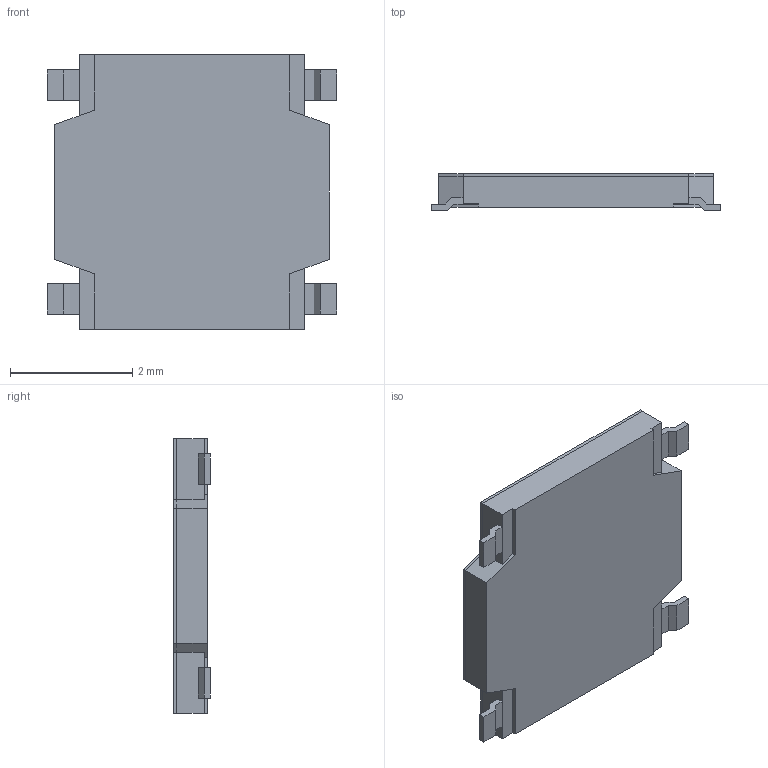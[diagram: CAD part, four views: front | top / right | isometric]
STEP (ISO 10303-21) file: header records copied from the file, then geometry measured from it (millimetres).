
FILE_DESCRIPTION (( 'STEP AP214' ), '1' );
FILE_NAME ('TL3315NF100Q.STEP', '2020-04-03T00:39:15', ( '' ), ( '' ), 'SwSTEP 2.0', 'SolidWorks 2017', '' );
FILE_SCHEMA (( 'AUTOMOTIVE_DESIGN' ));
Length unit declared in the file: millimetre
Products named in the file (1): TL3315NF100Q
Bounding box: 4.75 x 0.6 x 4.5 mm (x, y, z)
Volume: 9.8 mm3; surface area: 95.7 mm2
Topology: 6 solids, 6 shells, 130 faces, 342 edges, 228 vertices
Faces by surface type: plane 116, cylinder 12, torus 2
Entity records: 4035 total; most frequent: CARTESIAN_POINT 701, ORIENTED_EDGE 684, DIRECTION 634, EDGE_CURVE 342, VECTOR 312, LINE 312, VERTEX_POINT 228, AXIS2_PLACEMENT_3D 161
